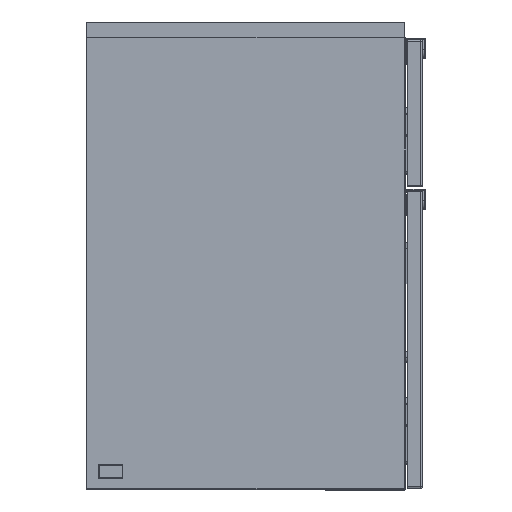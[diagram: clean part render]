
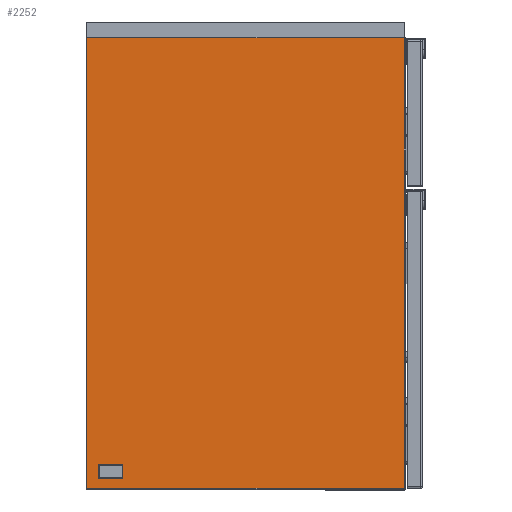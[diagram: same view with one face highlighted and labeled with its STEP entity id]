
A CAD part, left-side view. The second image highlights one B-rep face of the part: STEP entity #2252.
In plain terms, the highlighted planar face has unit normal (-1, 0, 0).
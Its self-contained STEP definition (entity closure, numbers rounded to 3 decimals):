
#2142=CARTESIAN_POINT('',(-3817.381,26435.715,570.));
#2143=VERTEX_POINT('',#2142);
#2150=CARTESIAN_POINT('',(-3817.381,26035.715,570.));
#2151=VERTEX_POINT('',#2150);
#2152=CARTESIAN_POINT('',(-3817.381,26435.715,570.));
#2153=DIRECTION('',(0.0,-1.0,0.0));
#2154=VECTOR('',#2153,400.0);
#2155=LINE('',#2152,#2154);
#2156=EDGE_CURVE('',#2143,#2151,#2155,.T.);
#2175=CARTESIAN_POINT('',(-3817.381,26035.715,2.));
#2176=VERTEX_POINT('',#2175);
#2177=CARTESIAN_POINT('',(-3817.381,26035.715,570.));
#2178=DIRECTION('',(0.0,0.0,-1.0));
#2179=VECTOR('',#2178,568.0);
#2180=LINE('',#2177,#2179);
#2181=EDGE_CURVE('',#2151,#2176,#2180,.T.);
#2199=CARTESIAN_POINT('',(-3817.381,26435.715,2.));
#2200=VERTEX_POINT('',#2199);
#2216=CARTESIAN_POINT('',(-3817.381,26035.715,2.));
#2217=DIRECTION('',(0.0,1.0,0.0));
#2218=VECTOR('',#2217,400.0);
#2219=LINE('',#2216,#2218);
#2220=EDGE_CURVE('',#2176,#2200,#2219,.T.);
#2236=CARTESIAN_POINT('',(-3817.381,26234.715,285.));
#2237=DIRECTION('',(1.0,0.0,0.0));
#2238=DIRECTION('',(0.0,-1.0,0.0));
#2239=AXIS2_PLACEMENT_3D('',#2236,#2237,#2238);
#2240=PLANE('',#2239);
#2241=ORIENTED_EDGE('',*,*,#2181,.F.);
#2242=ORIENTED_EDGE('',*,*,#2156,.F.);
#2243=CARTESIAN_POINT('',(-3817.381,26435.715,2.));
#2244=DIRECTION('',(0.0,0.0,1.0));
#2245=VECTOR('',#2244,568.0);
#2246=LINE('',#2243,#2245);
#2247=EDGE_CURVE('',#2200,#2143,#2246,.T.);
#2248=ORIENTED_EDGE('',*,*,#2247,.F.);
#2249=ORIENTED_EDGE('',*,*,#2220,.F.);
#2250=EDGE_LOOP('',(#2241,#2242,#2248,#2249));
#2251=FACE_OUTER_BOUND('',#2250,.T.);
#2252=ADVANCED_FACE('',(#2251),#2240,.F.);
